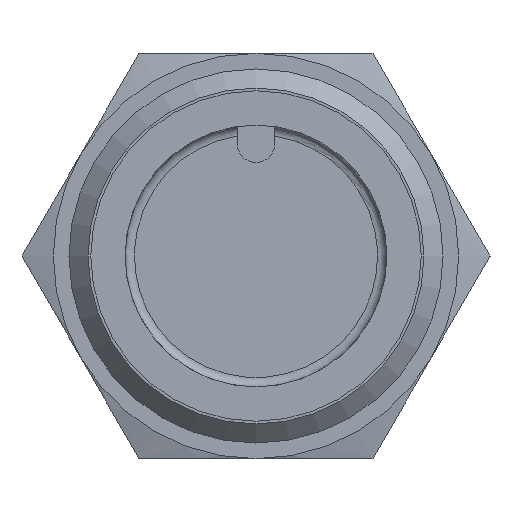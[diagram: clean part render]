
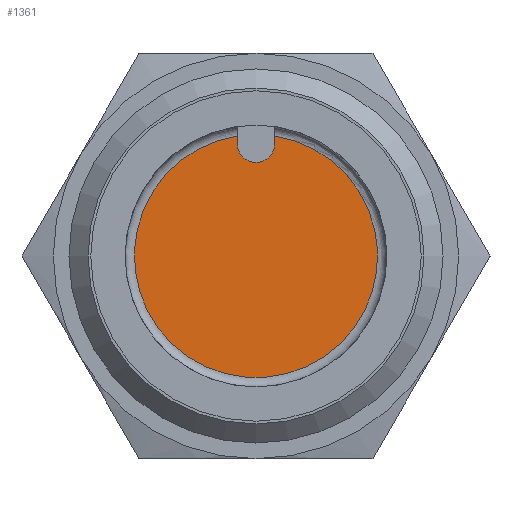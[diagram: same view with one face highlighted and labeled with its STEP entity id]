
A CAD part, left-side view. The second image highlights one B-rep face of the part: STEP entity #1361.
In plain terms, the highlighted planar face has unit normal (-1, 0, 0).
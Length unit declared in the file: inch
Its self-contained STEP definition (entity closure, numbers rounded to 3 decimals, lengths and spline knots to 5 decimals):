
#123 = CARTESIAN_POINT ( 'NONE',  ( 0.35039, 0.02362, 0.14173 ) ) ;
#238 = EDGE_LOOP ( 'NONE', ( #2470, #2535, #1238, #2041 ) ) ;
#261 = VECTOR ( 'NONE', #3176, 39.37008 ) ;
#340 = EDGE_CURVE ( 'NONE', #3197, #1294, #2549, .T. ) ;
#372 = CIRCLE ( 'NONE', #3080, 0.15354 ) ;
#521 = EDGE_CURVE ( 'NONE', #936, #3197, #1922, .T. ) ;
#631 = CARTESIAN_POINT ( 'NONE',  ( 0.35039, 0.02362, 0.14173 ) ) ;
#769 = CARTESIAN_POINT ( 'NONE',  ( 0.35039, 0., 0. ) ) ;
#936 = VERTEX_POINT ( 'NONE', #2433 ) ;
#1204 = DIRECTION ( 'NONE',  ( -1., 0., 0. ) ) ;
#1238 = ORIENTED_EDGE ( 'NONE', *, *, #2104, .F. ) ;
#1294 = VERTEX_POINT ( 'NONE', #3125 ) ;
#1335 = VERTEX_POINT ( 'NONE', #1393 ) ;
#1361 = ADVANCED_FACE ( 'NONE', ( #2275 ), #2255, .F. ) ;
#1393 = CARTESIAN_POINT ( 'NONE',  ( 0.35039, -0.02362, 0.15172 ) ) ;
#1448 = VECTOR ( 'NONE', #3404, 39.37008 ) ;
#1576 = DIRECTION ( 'NONE',  ( -1., 0., 0. ) ) ;
#1922 = LINE ( 'NONE', #631, #1448 ) ;
#1931 = DIRECTION ( 'NONE',  ( 0., 0., -1. ) ) ;
#2041 = ORIENTED_EDGE ( 'NONE', *, *, #340, .F. ) ;
#2104 = EDGE_CURVE ( 'NONE', #1294, #1335, #3269, .T. ) ;
#2142 = AXIS2_PLACEMENT_3D ( 'NONE', #2587, #1204, #2832 ) ;
#2255 = PLANE ( 'NONE',  #3321 ) ;
#2275 = FACE_OUTER_BOUND ( 'NONE', #238, .T. ) ;
#2384 = CARTESIAN_POINT ( 'NONE',  ( 0.35039, -0.02362, 0.16366 ) ) ;
#2433 = CARTESIAN_POINT ( 'NONE',  ( 0.35039, 0.02362, 0.15172 ) ) ;
#2470 = ORIENTED_EDGE ( 'NONE', *, *, #521, .F. ) ;
#2527 = CARTESIAN_POINT ( 'NONE',  ( 0.35039, 0., 0. ) ) ;
#2535 = ORIENTED_EDGE ( 'NONE', *, *, #3425, .T. ) ;
#2549 = CIRCLE ( 'NONE', #2142, 0.02362 ) ;
#2587 = CARTESIAN_POINT ( 'NONE',  ( 0.35039, 0., 0.14173 ) ) ;
#2832 = DIRECTION ( 'NONE',  ( 0., 0., -1. ) ) ;
#3047 = DIRECTION ( 'NONE',  ( 1., 0., 0. ) ) ;
#3080 = AXIS2_PLACEMENT_3D ( 'NONE', #769, #1576, #3522 ) ;
#3125 = CARTESIAN_POINT ( 'NONE',  ( 0.35039, -0.02362, 0.14173 ) ) ;
#3176 = DIRECTION ( 'NONE',  ( 0., 0., 1. ) ) ;
#3197 = VERTEX_POINT ( 'NONE', #123 ) ;
#3269 = LINE ( 'NONE', #2384, #261 ) ;
#3321 = AXIS2_PLACEMENT_3D ( 'NONE', #2527, #3047, #1931 ) ;
#3404 = DIRECTION ( 'NONE',  ( 0., 0., -1. ) ) ;
#3425 = EDGE_CURVE ( 'NONE', #936, #1335, #372, .T. ) ;
#3522 = DIRECTION ( 'NONE',  ( 0., 0., -1. ) ) ;
